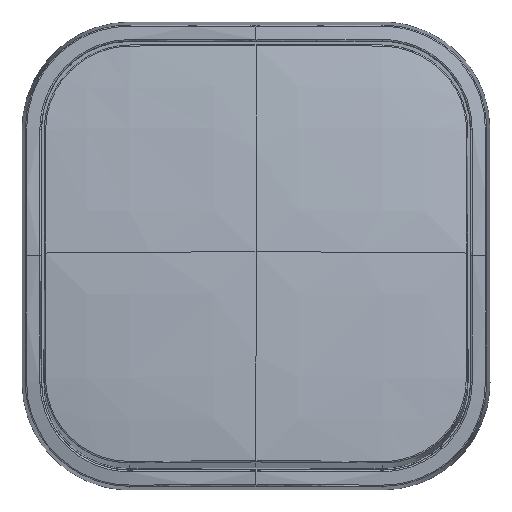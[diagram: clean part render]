
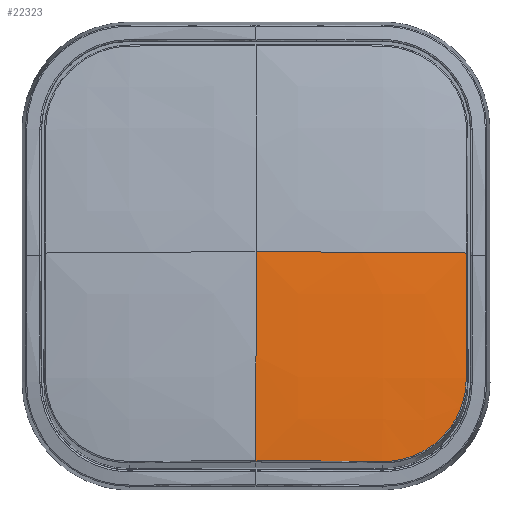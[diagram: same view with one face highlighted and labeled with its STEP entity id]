
A CAD part, top view. The second image highlights one B-rep face of the part: STEP entity #22323.
In plain terms, the highlighted free-form (B-spline) face has degree [5, 5] with [6, 6] control points.
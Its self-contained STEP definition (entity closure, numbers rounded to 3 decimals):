
#53 = CARTESIAN_POINT ( 'NONE',  ( 6.998, -28.392, 34.215 ) ) ;
#227 = CARTESIAN_POINT ( 'NONE',  ( 0., -6.054, 33.507 ) ) ;
#339 = CARTESIAN_POINT ( 'NONE',  ( 0., -32.506, 34.277 ) ) ;
#968 = CARTESIAN_POINT ( 'NONE',  ( 27.896, -22.402, 32.164 ) ) ;
#1188 = B_SPLINE_CURVE_WITH_KNOTS ( 'NONE', 5,
 ( #18105, #7308, #3609, #16328, #15228, #9104 ),
 .UNSPECIFIED., .F., .F.,
 ( 6, 6 ),
 ( 0., 1. ),
 .UNSPECIFIED. ) ;
#1198 = CARTESIAN_POINT ( 'NONE',  ( 29.134, -18.158, 32.1 ) ) ;
#1377 = VERTEX_POINT ( 'NONE', #14673 ) ;
#1958 = CARTESIAN_POINT ( 'NONE',  ( 3.499, -28.379, 34.312 ) ) ;
#2236 = CARTESIAN_POINT ( 'NONE',  ( 6.646, -32.506, 34.277 ) ) ;
#2604 = VERTEX_POINT ( 'NONE', #23314 ) ;
#2744 = CARTESIAN_POINT ( 'NONE',  ( 0., -5.235, 33.421 ) ) ;
#2980 = CARTESIAN_POINT ( 'NONE',  ( 28.97, -19.42, 32.101 ) ) ;
#3093 = CARTESIAN_POINT ( 'NONE',  ( 18.629, -28.522, 33.203 ) ) ;
#3399 = B_SPLINE_SURFACE_WITH_KNOTS ( 'NONE', 5, 5, ( 
 ( #9290, #227, #20417, #11288, #11404, #339 ),
 ( #7718, #14849, #14731, #12962, #5819, #2236 ),
 ( #20190, #9627, #16856, #3914, #11175, #20304 ),
 ( #15442, #11524, #10105, #19112, #4625, #9868 ),
 ( #4504, #17338, #10220, #18875, #18756, #21016 ),
 ( #13783, #15669, #9987, #8322, #22546, #15206 ) ),
 .UNSPECIFIED., .F., .F., .F.,
 ( 6, 6 ),
 ( 6, 6 ),
 ( 0., 33.225 ),
 ( 0., 33.061 ),
 .UNSPECIFIED. ) ;
#3498 = CARTESIAN_POINT ( 'NONE',  ( 17.458, -28.505, 33.335 ) ) ;
#3609 = CARTESIAN_POINT ( 'NONE',  ( 11.711, 0.506, 32.66 ) ) ;
#3774 = EDGE_CURVE ( 'NONE', #1377, #22946, #1188, .T. ) ;
#3914 = CARTESIAN_POINT ( 'NONE',  ( 13.29, -19.279, 34.032 ) ) ;
#4504 = CARTESIAN_POINT ( 'NONE',  ( 26.445, 0.396, 31.619 ) ) ;
#4625 = CARTESIAN_POINT ( 'NONE',  ( 19.892, -25.975, 33.425 ) ) ;
#4884 = CARTESIAN_POINT ( 'NONE',  ( 25.604, -25.358, 32.383 ) ) ;
#5716 = ORIENTED_EDGE ( 'NONE', *, *, #7564, .F. ) ;
#5819 = CARTESIAN_POINT ( 'NONE',  ( 6.646, -25.871, 34.384 ) ) ;
#6258 = CARTESIAN_POINT ( 'NONE',  ( 29.109, 0.359, 31.269 ) ) ;
#6323 = CARTESIAN_POINT ( 'NONE',  ( 0., -11.004, 33.874 ) ) ;
#6324 = CARTESIAN_POINT ( 'NONE',  ( 19.802, -28.392, 33.065 ) ) ;
#6790 = CARTESIAN_POINT ( 'NONE',  ( 17.458, -28.505, 33.335 ) ) ;
#7308 = CARTESIAN_POINT ( 'NONE',  ( 5.855, 0.522, 32.816 ) ) ;
#7564 = EDGE_CURVE ( 'NONE', #13802, #1377, #20201, .T. ) ;
#7654 = B_SPLINE_CURVE_WITH_KNOTS ( 'NONE', 5,
 ( #15361, #1198, #2980, #22934, #968, #21165, #10140, #4884, #8583, #8238, #22586, #12146, #6324, #3093, #6790 ),
 .UNSPECIFIED., .F., .F.,
 ( 6, 3, 3, 3, 6 ),
 ( 0., 0.342, 0.511, 0.679, 1. ),
 .UNSPECIFIED. ) ;
#7718 = CARTESIAN_POINT ( 'NONE',  ( 6.644, 0.522, 32.816 ) ) ;
#8238 = CARTESIAN_POINT ( 'NONE',  ( 24.154, -26.516, 32.544 ) ) ;
#8247 = CARTESIAN_POINT ( 'NONE',  ( 29.131, -16.896, 32.11 ) ) ;
#8322 = CARTESIAN_POINT ( 'NONE',  ( 33., -19.576, 31.711 ) ) ;
#8583 = CARTESIAN_POINT ( 'NONE',  ( 24.654, -26.152, 32.487 ) ) ;
#9100 = VERTEX_POINT ( 'NONE', #9213 ) ;
#9104 = CARTESIAN_POINT ( 'NONE',  ( 29.109, 0.359, 31.269 ) ) ;
#9213 = CARTESIAN_POINT ( 'NONE',  ( 29.131, -16.896, 32.11 ) ) ;
#9237 = CARTESIAN_POINT ( 'NONE',  ( 0., -28.379, 34.312 ) ) ;
#9290 = CARTESIAN_POINT ( 'NONE',  ( 0., 0.522, 32.816 ) ) ;
#9627 = CARTESIAN_POINT ( 'NONE',  ( 13.288, -6.076, 33.307 ) ) ;
#9663 = CARTESIAN_POINT ( 'NONE',  ( 0., -28.379, 34.312 ) ) ;
#9868 = CARTESIAN_POINT ( 'NONE',  ( 19.893, -32.632, 33.078 ) ) ;
#9987 = CARTESIAN_POINT ( 'NONE',  ( 33., -12.929, 31.817 ) ) ;
#10105 = CARTESIAN_POINT ( 'NONE',  ( 19.889, -12.72, 33.337 ) ) ;
#10140 = CARTESIAN_POINT ( 'NONE',  ( 26.44, -24.441, 32.298 ) ) ;
#10220 = CARTESIAN_POINT ( 'NONE',  ( 26.446, -12.801, 32.685 ) ) ;
#11175 = CARTESIAN_POINT ( 'NONE',  ( 13.291, -25.906, 34.066 ) ) ;
#11288 = CARTESIAN_POINT ( 'NONE',  ( 0., -19.25, 34.291 ) ) ;
#11319 = CARTESIAN_POINT ( 'NONE',  ( 0., 0.522, 32.816 ) ) ;
#11381 = B_SPLINE_CURVE_WITH_KNOTS ( 'NONE', 5,
 ( #13823, #14045, #21058, #15369, #15485, #8247 ),
 .UNSPECIFIED., .F., .F.,
 ( 6, 6 ),
 ( 0., 1. ),
 .UNSPECIFIED. ) ;
#11404 = CARTESIAN_POINT ( 'NONE',  ( 0., -25.871, 34.384 ) ) ;
#11524 = CARTESIAN_POINT ( 'NONE',  ( 19.888, -6.121, 32.905 ) ) ;
#11752 = ORIENTED_EDGE ( 'NONE', *, *, #23228, .F. ) ;
#12146 = CARTESIAN_POINT ( 'NONE',  ( 20.952, -28.114, 32.925 ) ) ;
#12671 = CARTESIAN_POINT ( 'NONE',  ( 10.497, -28.417, 34.019 ) ) ;
#12962 = CARTESIAN_POINT ( 'NONE',  ( 6.645, -19.25, 34.291 ) ) ;
#13193 = EDGE_CURVE ( 'NONE', #2604, #13802, #20835, .T. ) ;
#13460 = CARTESIAN_POINT ( 'NONE',  ( 0., -16.785, 34.173 ) ) ;
#13783 = CARTESIAN_POINT ( 'NONE',  ( 33., 0.313, 30.827 ) ) ;
#13802 = VERTEX_POINT ( 'NONE', #20730 ) ;
#13823 = CARTESIAN_POINT ( 'NONE',  ( 29.109, 0.359, 31.269 ) ) ;
#13826 = EDGE_LOOP ( 'NONE', ( #11752, #19987, #15251, #5716, #17700 ) ) ;
#14045 = CARTESIAN_POINT ( 'NONE',  ( 29.109, -3.079, 31.631 ) ) ;
#14673 = CARTESIAN_POINT ( 'NONE',  ( 0., 0.522, 32.816 ) ) ;
#14731 = CARTESIAN_POINT ( 'NONE',  ( 6.645, -12.645, 33.999 ) ) ;
#14849 = CARTESIAN_POINT ( 'NONE',  ( 6.644, -6.054, 33.507 ) ) ;
#15206 = CARTESIAN_POINT ( 'NONE',  ( 33., -32.924, 30.299 ) ) ;
#15228 = CARTESIAN_POINT ( 'NONE',  ( 23.328, 0.424, 31.885 ) ) ;
#15251 = ORIENTED_EDGE ( 'NONE', *, *, #3774, .F. ) ;
#15361 = CARTESIAN_POINT ( 'NONE',  ( 29.131, -16.896, 32.11 ) ) ;
#15369 = CARTESIAN_POINT ( 'NONE',  ( 29.116, -9.982, 32.064 ) ) ;
#15442 = CARTESIAN_POINT ( 'NONE',  ( 19.888, 0.459, 32.213 ) ) ;
#15485 = CARTESIAN_POINT ( 'NONE',  ( 29.122, -13.438, 32.135 ) ) ;
#15669 = CARTESIAN_POINT ( 'NONE',  ( 33., -6.299, 31.522 ) ) ;
#16328 = CARTESIAN_POINT ( 'NONE',  ( 17.536, 0.473, 32.348 ) ) ;
#16856 = CARTESIAN_POINT ( 'NONE',  ( 13.289, -12.67, 33.779 ) ) ;
#17338 = CARTESIAN_POINT ( 'NONE',  ( 26.446, -6.192, 32.311 ) ) ;
#17700 = ORIENTED_EDGE ( 'NONE', *, *, #13193, .F. ) ;
#18105 = CARTESIAN_POINT ( 'NONE',  ( 0., 0.522, 32.816 ) ) ;
#18118 = CARTESIAN_POINT ( 'NONE',  ( 13.982, -28.455, 33.726 ) ) ;
#18221 = EDGE_CURVE ( 'NONE', #22946, #9100, #11381, .T. ) ;
#18756 = CARTESIAN_POINT ( 'NONE',  ( 26.449, -26.084, 32.474 ) ) ;
#18875 = CARTESIAN_POINT ( 'NONE',  ( 26.447, -19.432, 32.739 ) ) ;
#19112 = CARTESIAN_POINT ( 'NONE',  ( 19.891, -19.338, 33.511 ) ) ;
#19987 = ORIENTED_EDGE ( 'NONE', *, *, #18221, .F. ) ;
#20073 = FACE_OUTER_BOUND ( 'NONE', #13826, .T. ) ;
#20190 = CARTESIAN_POINT ( 'NONE',  ( 13.288, 0.501, 32.615 ) ) ;
#20201 = B_SPLINE_CURVE_WITH_KNOTS ( 'NONE', 5,
 ( #9663, #20452, #13460, #6323, #2744, #11319 ),
 .UNSPECIFIED., .F., .F.,
 ( 6, 6 ),
 ( 0., 1. ),
 .UNSPECIFIED. ) ;
#20304 = CARTESIAN_POINT ( 'NONE',  ( 13.292, -32.548, 33.879 ) ) ;
#20417 = CARTESIAN_POINT ( 'NONE',  ( 0., -12.645, 33.999 ) ) ;
#20452 = CARTESIAN_POINT ( 'NONE',  ( 0., -22.576, 34.319 ) ) ;
#20730 = CARTESIAN_POINT ( 'NONE',  ( 0., -28.379, 34.312 ) ) ;
#20835 = B_SPLINE_CURVE_WITH_KNOTS ( 'NONE', 5,
 ( #3498, #18118, #12671, #53, #1958, #9237 ),
 .UNSPECIFIED., .F., .F.,
 ( 6, 6 ),
 ( 0., 1. ),
 .UNSPECIFIED. ) ;
#21016 = CARTESIAN_POINT ( 'NONE',  ( 26.45, -32.757, 31.889 ) ) ;
#21058 = CARTESIAN_POINT ( 'NONE',  ( 29.111, -6.525, 31.896 ) ) ;
#21165 = CARTESIAN_POINT ( 'NONE',  ( 26.827, -23.953, 32.261 ) ) ;
#22323 = ADVANCED_FACE ( 'NONE', ( #20073 ), #3399, .F. ) ;
#22546 = CARTESIAN_POINT ( 'NONE',  ( 33., -26.241, 31.205 ) ) ;
#22586 = CARTESIAN_POINT ( 'NONE',  ( 22.635, -27.471, 32.721 ) ) ;
#22934 = CARTESIAN_POINT ( 'NONE',  ( 28.636, -20.652, 32.115 ) ) ;
#22946 = VERTEX_POINT ( 'NONE', #6258 ) ;
#23228 = EDGE_CURVE ( 'NONE', #9100, #2604, #7654, .T. ) ;
#23314 = CARTESIAN_POINT ( 'NONE',  ( 17.458, -28.505, 33.335 ) ) ;
